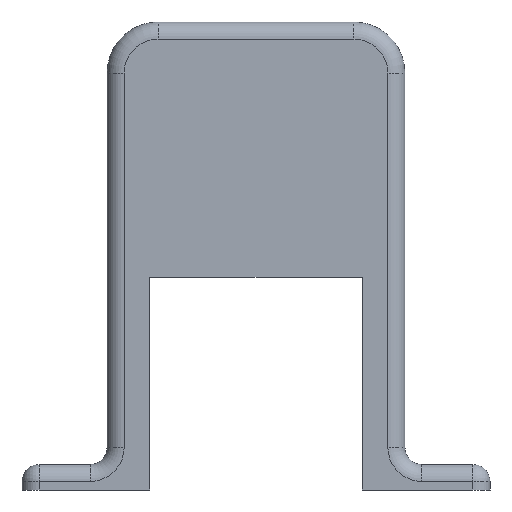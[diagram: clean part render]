
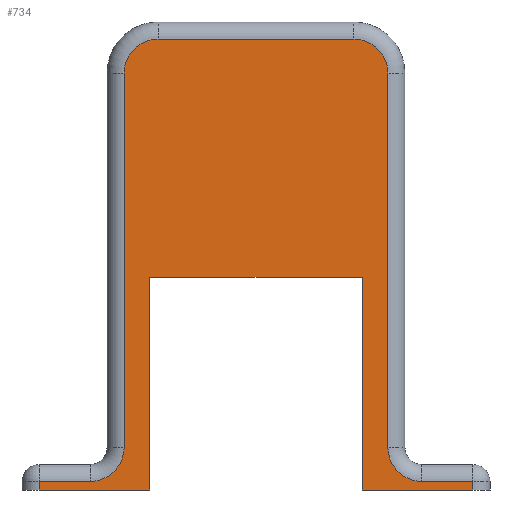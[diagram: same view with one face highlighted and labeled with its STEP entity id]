
A CAD part, front view. The second image highlights one B-rep face of the part: STEP entity #734.
In plain terms, the highlighted planar face has unit normal (0, -1, 0).
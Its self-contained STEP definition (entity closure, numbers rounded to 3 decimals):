
#27=PLANE('',#804);
#50=FACE_OUTER_BOUND('',#98,.T.);
#98=EDGE_LOOP('',(#505,#506,#507,#508,#509,#510,#511,#512,#513,#514,#515,
#516,#517,#518,#519,#520));
#146=LINE('',#1160,#204);
#151=LINE('',#1183,#209);
#152=LINE('',#1187,#210);
#153=LINE('',#1191,#211);
#154=LINE('',#1195,#212);
#155=LINE('',#1199,#213);
#156=LINE('',#1201,#214);
#157=LINE('',#1203,#215);
#158=LINE('',#1205,#216);
#159=LINE('',#1207,#217);
#160=LINE('',#1209,#218);
#161=LINE('',#1210,#219);
#204=VECTOR('',#900,10.);
#209=VECTOR('',#927,10.);
#210=VECTOR('',#930,10.);
#211=VECTOR('',#933,10.);
#212=VECTOR('',#936,10.);
#213=VECTOR('',#939,10.);
#214=VECTOR('',#940,10.);
#215=VECTOR('',#941,10.);
#216=VECTOR('',#942,10.);
#217=VECTOR('',#943,10.);
#218=VECTOR('',#944,10.);
#219=VECTOR('',#945,10.);
#269=CIRCLE('',#805,4.);
#270=CIRCLE('',#806,4.);
#271=CIRCLE('',#807,4.);
#272=CIRCLE('',#808,4.);
#313=VERTEX_POINT('',#1153);
#316=VERTEX_POINT('',#1158);
#323=VERTEX_POINT('',#1182);
#324=VERTEX_POINT('',#1184);
#325=VERTEX_POINT('',#1186);
#326=VERTEX_POINT('',#1188);
#327=VERTEX_POINT('',#1190);
#328=VERTEX_POINT('',#1192);
#329=VERTEX_POINT('',#1194);
#330=VERTEX_POINT('',#1196);
#331=VERTEX_POINT('',#1198);
#332=VERTEX_POINT('',#1200);
#333=VERTEX_POINT('',#1202);
#334=VERTEX_POINT('',#1204);
#335=VERTEX_POINT('',#1206);
#336=VERTEX_POINT('',#1208);
#380=EDGE_CURVE('',#316,#313,#146,.T.);
#391=EDGE_CURVE('',#323,#316,#151,.T.);
#392=EDGE_CURVE('',#324,#323,#269,.T.);
#393=EDGE_CURVE('',#325,#324,#152,.T.);
#394=EDGE_CURVE('',#326,#325,#270,.T.);
#395=EDGE_CURVE('',#327,#326,#153,.T.);
#396=EDGE_CURVE('',#328,#327,#271,.T.);
#397=EDGE_CURVE('',#329,#328,#154,.T.);
#398=EDGE_CURVE('',#330,#329,#272,.T.);
#399=EDGE_CURVE('',#331,#330,#155,.T.);
#400=EDGE_CURVE('',#332,#331,#156,.T.);
#401=EDGE_CURVE('',#332,#333,#157,.T.);
#402=EDGE_CURVE('',#333,#334,#158,.T.);
#403=EDGE_CURVE('',#334,#335,#159,.T.);
#404=EDGE_CURVE('',#335,#336,#160,.T.);
#405=EDGE_CURVE('',#313,#336,#161,.T.);
#505=ORIENTED_EDGE('',*,*,#380,.F.);
#506=ORIENTED_EDGE('',*,*,#391,.F.);
#507=ORIENTED_EDGE('',*,*,#392,.F.);
#508=ORIENTED_EDGE('',*,*,#393,.F.);
#509=ORIENTED_EDGE('',*,*,#394,.F.);
#510=ORIENTED_EDGE('',*,*,#395,.F.);
#511=ORIENTED_EDGE('',*,*,#396,.F.);
#512=ORIENTED_EDGE('',*,*,#397,.F.);
#513=ORIENTED_EDGE('',*,*,#398,.F.);
#514=ORIENTED_EDGE('',*,*,#399,.F.);
#515=ORIENTED_EDGE('',*,*,#400,.F.);
#516=ORIENTED_EDGE('',*,*,#401,.T.);
#517=ORIENTED_EDGE('',*,*,#402,.T.);
#518=ORIENTED_EDGE('',*,*,#403,.T.);
#519=ORIENTED_EDGE('',*,*,#404,.T.);
#520=ORIENTED_EDGE('',*,*,#405,.F.);
#734=ADVANCED_FACE('',(#50),#27,.F.);
#804=AXIS2_PLACEMENT_3D('',#1181,#925,#926);
#805=AXIS2_PLACEMENT_3D('',#1185,#928,#929);
#806=AXIS2_PLACEMENT_3D('',#1189,#931,#932);
#807=AXIS2_PLACEMENT_3D('',#1193,#934,#935);
#808=AXIS2_PLACEMENT_3D('',#1197,#937,#938);
#900=DIRECTION('',(0.,0.,-1.));
#925=DIRECTION('center_axis',(0.,1.,0.));
#926=DIRECTION('ref_axis',(1.,0.,0.));
#927=DIRECTION('',(1.,0.,0.));
#928=DIRECTION('center_axis',(0.,-1.,0.));
#929=DIRECTION('ref_axis',(-0.707,0.,-0.707));
#930=DIRECTION('',(0.,0.,-1.));
#931=DIRECTION('center_axis',(0.,1.,0.));
#932=DIRECTION('ref_axis',(0.707,0.,0.707));
#933=DIRECTION('',(1.,0.,0.));
#934=DIRECTION('center_axis',(0.,1.,0.));
#935=DIRECTION('ref_axis',(-0.707,0.,0.707));
#936=DIRECTION('',(0.,0.,1.));
#937=DIRECTION('center_axis',(0.,-1.,0.));
#938=DIRECTION('ref_axis',(0.707,0.,-0.707));
#939=DIRECTION('',(1.,0.,0.));
#940=DIRECTION('',(0.,0.,1.));
#941=DIRECTION('',(1.,0.,0.));
#942=DIRECTION('',(0.,0.,1.));
#943=DIRECTION('',(1.,0.,0.));
#944=DIRECTION('',(0.,0.,-1.));
#945=DIRECTION('',(-1.,0.,0.));
#1153=CARTESIAN_POINT('',(53.,0.,0.));
#1158=CARTESIAN_POINT('',(53.,0.,1.));
#1160=CARTESIAN_POINT('',(53.,0.,15.25));
#1181=CARTESIAN_POINT('Origin',(27.5,0.,27.5));
#1182=CARTESIAN_POINT('',(47.,0.,1.));
#1183=CARTESIAN_POINT('',(36.25,0.,1.));
#1184=CARTESIAN_POINT('',(43.,0.,5.));
#1185=CARTESIAN_POINT('Origin',(47.,0.,5.));
#1186=CARTESIAN_POINT('',(43.,0.,49.));
#1187=CARTESIAN_POINT('',(43.,0.,41.25));
#1188=CARTESIAN_POINT('',(39.,0.,53.));
#1189=CARTESIAN_POINT('Origin',(39.,0.,49.));
#1190=CARTESIAN_POINT('',(16.,0.,53.));
#1191=CARTESIAN_POINT('',(18.75,0.,53.));
#1192=CARTESIAN_POINT('',(12.,0.,49.));
#1193=CARTESIAN_POINT('Origin',(16.,0.,49.));
#1194=CARTESIAN_POINT('',(12.,0.,5.));
#1195=CARTESIAN_POINT('',(12.,0.,15.25));
#1196=CARTESIAN_POINT('',(8.,0.,1.));
#1197=CARTESIAN_POINT('Origin',(8.,0.,5.));
#1198=CARTESIAN_POINT('',(2.,0.,1.));
#1199=CARTESIAN_POINT('',(13.75,0.,1.));
#1200=CARTESIAN_POINT('',(2.,0.,0.));
#1201=CARTESIAN_POINT('',(2.,0.,13.75));
#1202=CARTESIAN_POINT('',(15.,0.,0.));
#1203=CARTESIAN_POINT('',(0.,0.,0.));
#1204=CARTESIAN_POINT('',(15.,0.,25.));
#1205=CARTESIAN_POINT('',(15.,0.,0.));
#1206=CARTESIAN_POINT('',(40.,0.,25.));
#1207=CARTESIAN_POINT('',(15.,0.,25.));
#1208=CARTESIAN_POINT('',(40.,0.,0.));
#1209=CARTESIAN_POINT('',(40.,0.,25.));
#1210=CARTESIAN_POINT('',(55.,0.,0.));
